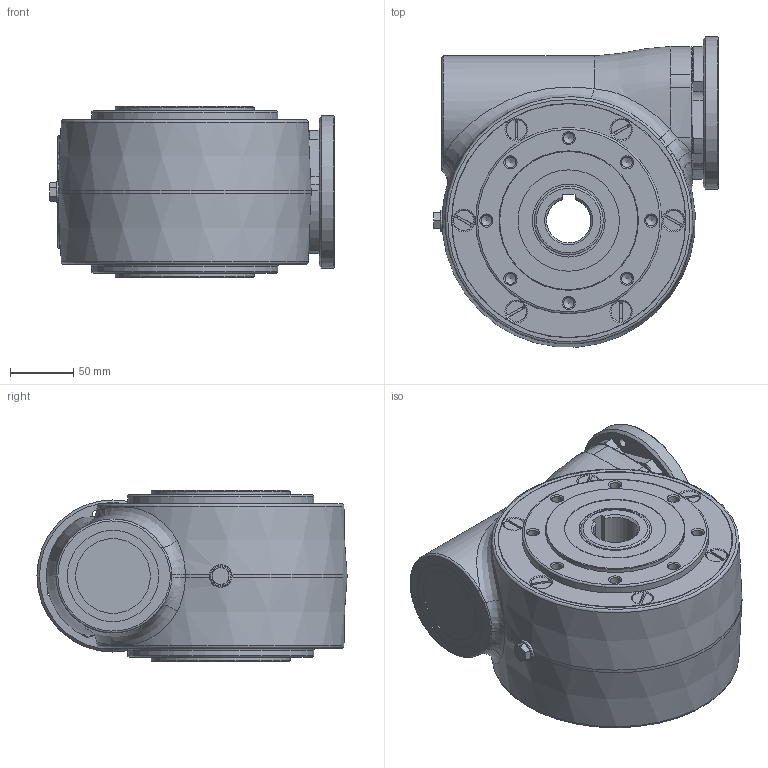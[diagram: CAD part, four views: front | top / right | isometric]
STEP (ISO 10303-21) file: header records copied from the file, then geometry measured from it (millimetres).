
FILE_DESCRIPTION(/* description */ ('Unknown'),/* implementation_level */ '2;1');
FILE_NAME(/* name */ '_P_N85_UNI_N_xxx_0_MK_I_N_N_-R_B3_-D_',/* time_stamp */ '2025-09-10T13:38:21+02:00',/* author */ ('Unknown'),/* organization */ ('Unknown'),/* preprocessor_version */ 'ST-DEVELOPER v18.104',/* originating_system */ 'Solid Edge',/* authorisation */ 'Unknown');
FILE_SCHEMA (('AUTOMOTIVE_DESIGN {1 0 10303 214 3 1 1}'));
Length unit declared in the file: millimetre
Products named in the file (4): _P_N85_UNI_N_xxx_0_MK_I_N_N_-R_B3_-D_; _B_N85_UNI_N_xxx_0_MK_; C505093P; I854046
Assembly tree (3 placements, depth 2):
  _P_N85_UNI_N_xxx_0_MK_I_N_N_-R_B3_-D_
    _B_N85_UNI_N_xxx_0_MK_
    C505093P
    I854046
Bounding box: 224.5 x 244.69 x 135 mm (x, y, z)
Volume: 4535008.7 mm3; surface area: 241435.1 mm2
Topology: 3 solids, 4 shells, 467 faces, 1125 edges, 724 vertices
Faces by surface type: plane 169, cylinder 121, cone 106, torus 38, bspline 33
Full cylindrical faces by diameter (mm): 4.917 x6, 6 x6, 7 x10, 8.376 x16, 10 x6, 12 x6, 16.662 x1, 18 x1, 29 x1, 40 x1, 45 x1, 57.5 x2, 59 x1, 62 x1, 72 x1, 75 x3, 79.8 x2, 80 x2, 110 x2, 120 x1, 147 x2, 185 x1
Entity records: 19122 total; most frequent: CARTESIAN_POINT 6444, DIRECTION 1966, ORIENTED_EDGE 1688, EDGE_CURVE 844, AXIS2_PLACEMENT_3D 844, FACE_BOUND 730, EDGE_LOOP 708, VERTEX_POINT 638
